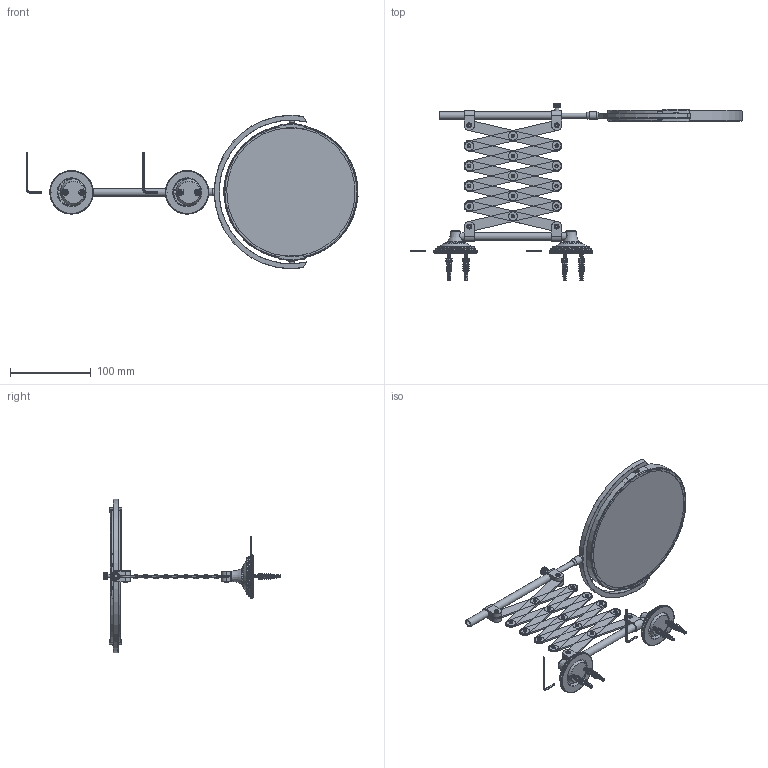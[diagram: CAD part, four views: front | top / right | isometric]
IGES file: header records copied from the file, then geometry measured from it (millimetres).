
Global section: file name: No Iges File Name specified; native system: Autodesk Inventor 2012; preprocessor: AutoDesk Inventor Iges Exporter R2012; author: mblakey; date: 20130312.082113; units: millimetre
Bounding box: 412.36 x 219.6 x 190.59 mm (x, y, z)
Volume: 202096.9 mm3; surface area: 215472.6 mm2
Topology: 75 solids, 76 shells, 4663 faces, 10697 edges, 6216 vertices
Faces by surface type: bspline 1599, plane 1485, cylinder 806, cone 443, revolution 269, torus 35, sphere 26
Full cylindrical faces by diameter (mm): 3.15 x2, 3.8 x17, 3.92 x4, 4 x5, 4.763 x1, 6.35 x3, 7.9 x17, 8.2 x4, 9.5 x2, 9.525 x1, 11.113 x13, 25 x2, 33.238 x2, 46 x2, 50 x2, 163.75 x1
